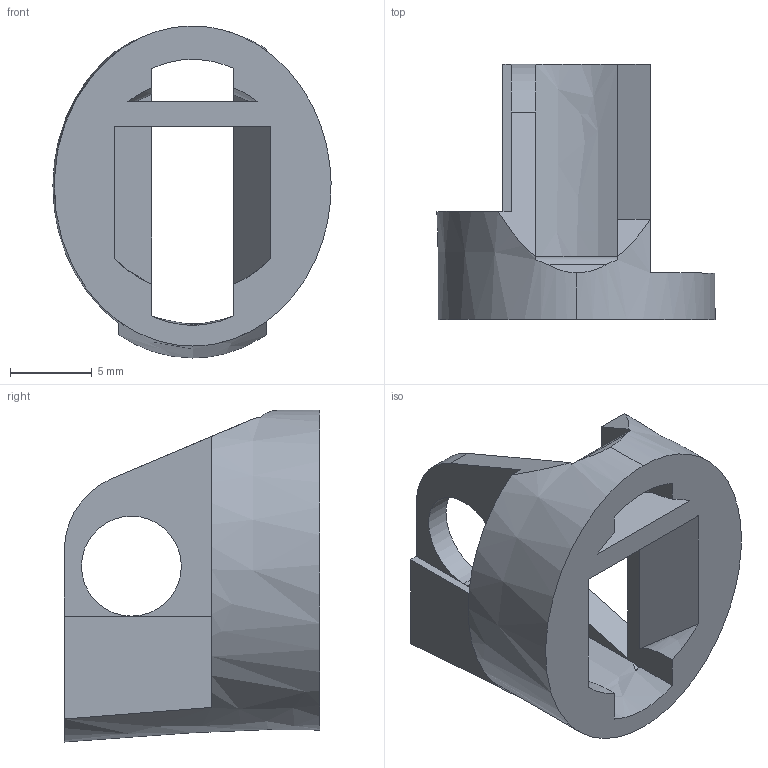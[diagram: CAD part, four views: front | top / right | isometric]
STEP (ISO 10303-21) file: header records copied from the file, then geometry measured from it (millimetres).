
FILE_DESCRIPTION (( 'STEP AP203' ), '1' );
FILE_NAME ('PP - P MainD5 R.STEP', '2017-08-02T03:25:52', ( '' ), ( '' ), 'SwSTEP 2.0', 'SolidWorks 2016', '' );
FILE_SCHEMA (( 'CONFIG_CONTROL_DESIGN' ));
Length unit declared in the file: millimetre
Products named in the file (1): PP - P MainD5 R
Bounding box: 16.98 x 15.6 x 20.27 mm (x, y, z)
Volume: 1193 mm3; surface area: 1398.8 mm2
Topology: 1 solids, 1 shells, 46 faces, 138 edges, 91 vertices
Faces by surface type: plane 32, bspline 8, cylinder 6
Entity records: 2173 total; most frequent: CARTESIAN_POINT 919, ORIENTED_EDGE 276, DIRECTION 200, EDGE_CURVE 138, VERTEX_POINT 91, VECTOR 88, LINE 88, AXIS2_PLACEMENT_3D 56
